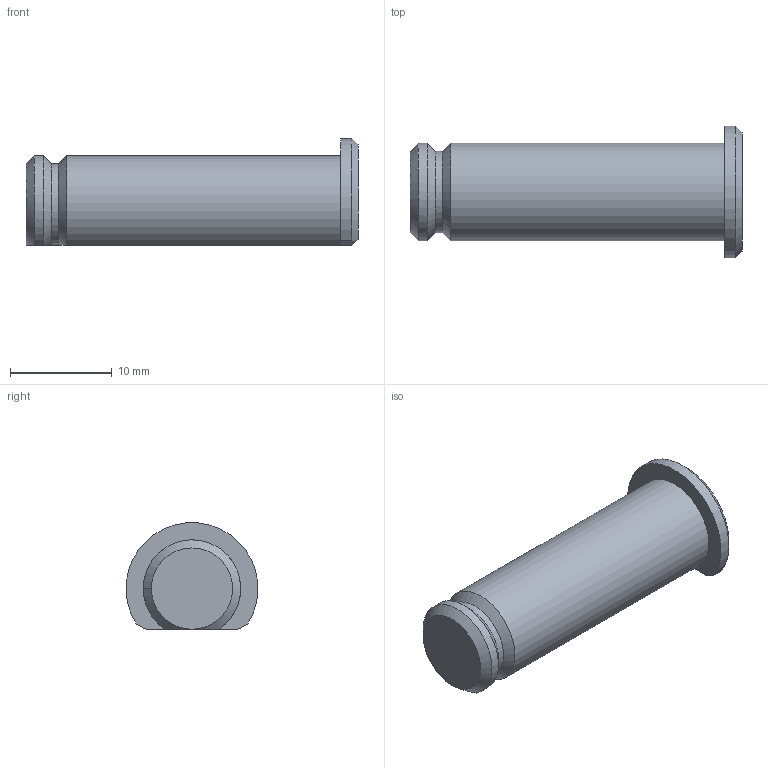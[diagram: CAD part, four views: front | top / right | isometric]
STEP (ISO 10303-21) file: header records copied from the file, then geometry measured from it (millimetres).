
FILE_DESCRIPTION(/* description */ (''),/* implementation_level */ '2;1');
FILE_NAME(/* name */ 'PitClamp_v3_Hinge_Pin.step',/* time_stamp */ '2024-03-25T11:28:19-04:00',/* author */ (''),/* organization */ (''),/* preprocessor_version */ 'ST-DEVELOPER v20',/* originating_system */ 'Autodesk Translation Framework v12.20.1.177',/* authorisation */ '');
FILE_SCHEMA (('AUTOMOTIVE_DESIGN { 1 0 10303 214 3 1 1 }'));
Length unit declared in the file: millimetre
Products named in the file (1): PitClamp v3 RELEASE FILES
Bounding box: 32.7 x 12.98 x 10.48 mm (x, y, z)
Volume: 2306 mm3; surface area: 1202.4 mm2
Topology: 1 solids, 1 shells, 17 faces, 42 edges, 27 vertices
Faces by surface type: plane 8, cone 5, cylinder 4
Full cylindrical faces by diameter (mm): 8 x1
Entity records: 530 total; most frequent: CARTESIAN_POINT 108, ORIENTED_EDGE 84, DIRECTION 82, EDGE_CURVE 42, AXIS2_PLACEMENT_3D 32, VERTEX_POINT 27, LINE 18, VECTOR 18
